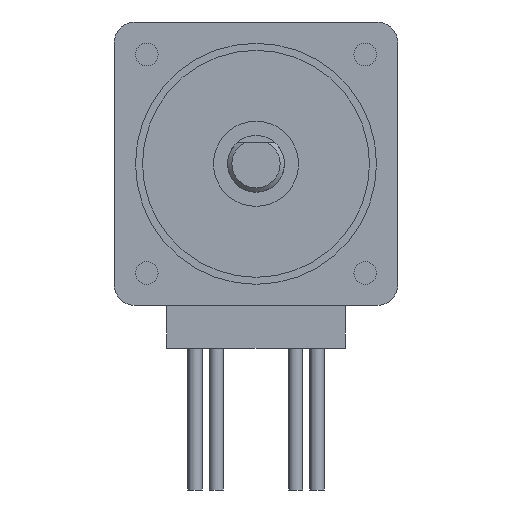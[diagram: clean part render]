
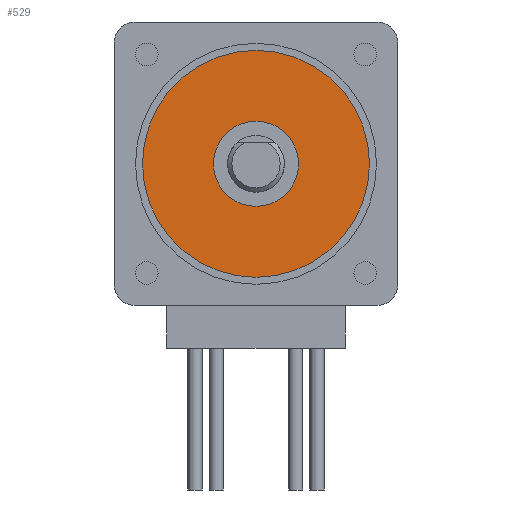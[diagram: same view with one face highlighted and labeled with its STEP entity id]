
A CAD part, front view. The second image highlights one B-rep face of the part: STEP entity #529.
In plain terms, the highlighted planar face has unit normal (0, -1, 0).
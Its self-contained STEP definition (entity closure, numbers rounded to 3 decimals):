
#529 = ADVANCED_FACE( '', ( #1060, #1061 ), #1062, .F. );
#1060 = FACE_BOUND( '', #1578, .T. );
#1061 = FACE_OUTER_BOUND( '', #1579, .T. );
#1062 = PLANE( '', #1580 );
#1578 = EDGE_LOOP( '', ( #2669 ) );
#1579 = EDGE_LOOP( '', ( #2670 ) );
#1580 = AXIS2_PLACEMENT_3D( '', #2671, #2672, #2673 );
#2669 = ORIENTED_EDGE( '', *, *, #3263, .T. );
#2670 = ORIENTED_EDGE( '', *, *, #3250, .F. );
#2671 = CARTESIAN_POINT( '', ( 0., -6.6, 0. ) );
#2672 = DIRECTION( '', ( 0., 1., 0. ) );
#2673 = DIRECTION( '', ( 0., 0., 1. ) );
#3250 = EDGE_CURVE( '', #3915, #3915, #3916, .T. );
#3263 = EDGE_CURVE( '', #3931, #3931, #3932, .T. );
#3915 = VERTEX_POINT( '', #4807 );
#3916 = CIRCLE( '', #4808, 8. );
#3931 = VERTEX_POINT( '', #4824 );
#3932 = CIRCLE( '', #4825, 3. );
#4807 = CARTESIAN_POINT( '', ( 8., -6.6, 0. ) );
#4808 = AXIS2_PLACEMENT_3D( '', #5415, #5416, #5417 );
#4824 = CARTESIAN_POINT( '', ( 3., -6.6, 0. ) );
#4825 = AXIS2_PLACEMENT_3D( '', #5428, #5429, #5430 );
#5415 = CARTESIAN_POINT( '', ( 0., -6.6, 0. ) );
#5416 = DIRECTION( '', ( 0., 1., 0. ) );
#5417 = DIRECTION( '', ( 1., 0., 0. ) );
#5428 = CARTESIAN_POINT( '', ( 0., -6.6, 0. ) );
#5429 = DIRECTION( '', ( 0., 1., 0. ) );
#5430 = DIRECTION( '', ( 1., 0., 0. ) );
